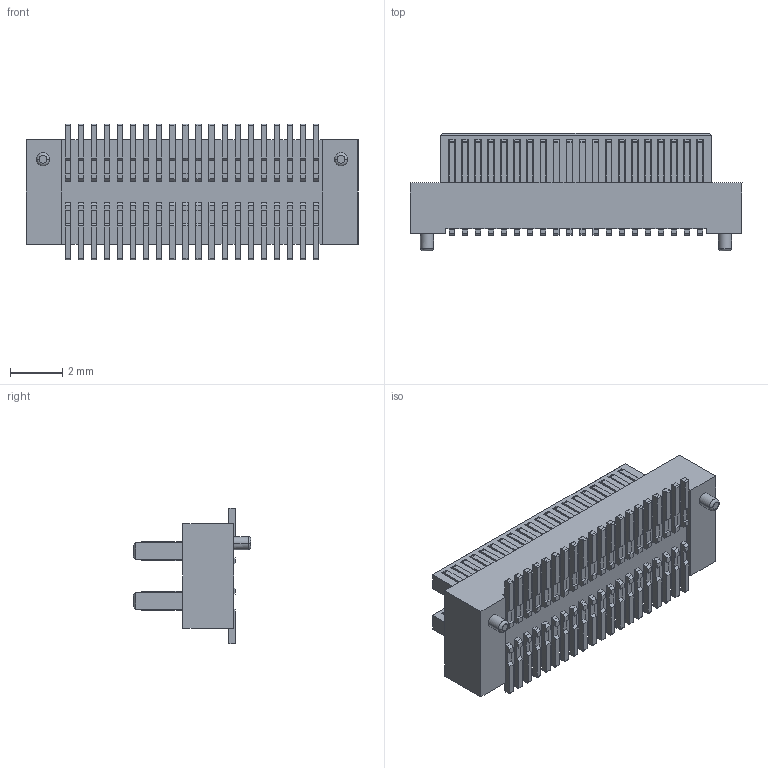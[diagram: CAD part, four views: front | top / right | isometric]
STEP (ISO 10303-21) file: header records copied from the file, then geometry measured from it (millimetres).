
FILE_DESCRIPTION((''),'2;1');
FILE_NAME('ASM0005_ASM1','2024-12-23T',('工程三'),(''),'PRO/ENGINEER BY PARAMETRIC TECHNOLOGY CORPORATION, 2010280','PRO/ENGINEER BY PARAMETRIC TECHNOLOGY CORPORATION, 2010280','');
FILE_SCHEMA(('CONFIG_CONTROL_DESIGN'));
Length unit declared in the file: millimetre
Products named in the file (1): ASM0005_ASM1
Bounding box: 12.7 x 4.5 x 5.2 mm (x, y, z)
Volume: 120.7 mm3; surface area: 394.4 mm2
Topology: 1 solids, 1 shells, 1838 faces, 5250 edges, 3418 vertices
Faces by surface type: plane 1430, cylinder 404, torus 4
Entity records: 59166 total; most frequent: CARTESIAN_POINT 10506, ORIENTED_EDGE 10500, DIRECTION 9748, EDGE_CURVE 5250, VECTOR 4428, LINE 4428, VERTEX_POINT 3418, AXIS2_PLACEMENT_3D 2660
